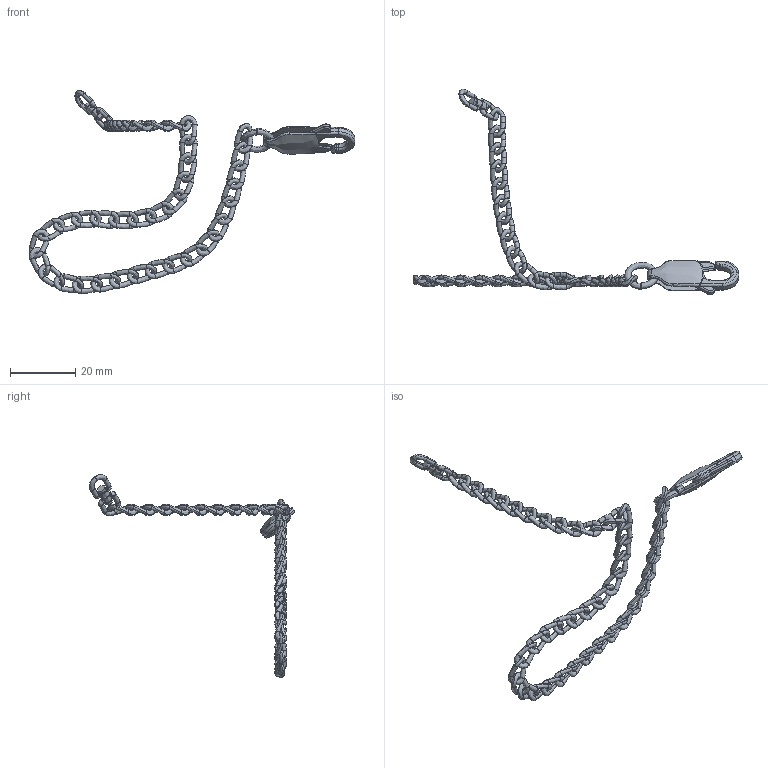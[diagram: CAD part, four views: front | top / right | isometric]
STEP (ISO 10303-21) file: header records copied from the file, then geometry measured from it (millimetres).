
FILE_DESCRIPTION(('FreeCAD Model'),'2;1');
FILE_NAME('Open CASCADE Shape Model','2025-05-04T09:15:13',('FreeCAD'),( 'FreeCAD'),'Open CASCADE STEP processor 7.6','FreeCAD','Unknown');
FILE_SCHEMA(('AUTOMOTIVE_DESIGN { 1 0 10303 214 1 1 1 1 }'));
Products named in the file (1): Open CASCADE STEP translator 7.6 1
Bounding box: 99.65 x 62.89 x 62.2 mm (x, y, z)
Volume: 2100.2 mm3; surface area: 5453.8 mm2
Topology: 45 solids, 45 shells, 589 faces, 1293 edges, 689 vertices
Faces by surface type: bspline 589
Entity records: 158479 total; most frequent: CARTESIAN_POINT 150584, ORIENTED_EDGE 2550, EDGE_CURVE 1275, B_SPLINE_CURVE_WITH_KNOTS 1061, VERTEX_POINT 689, FACE_BOUND 598, EDGE_LOOP 598, ADVANCED_FACE 589
